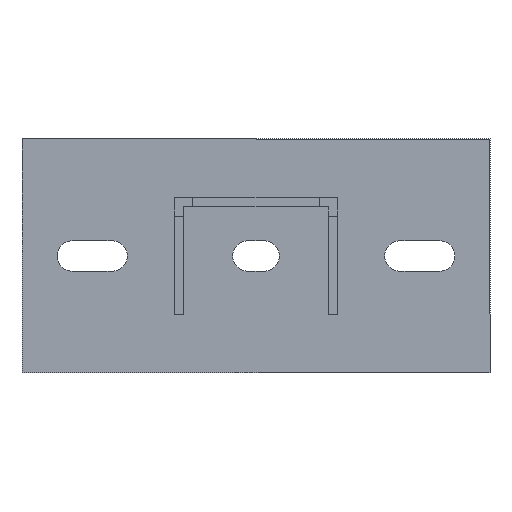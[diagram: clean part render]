
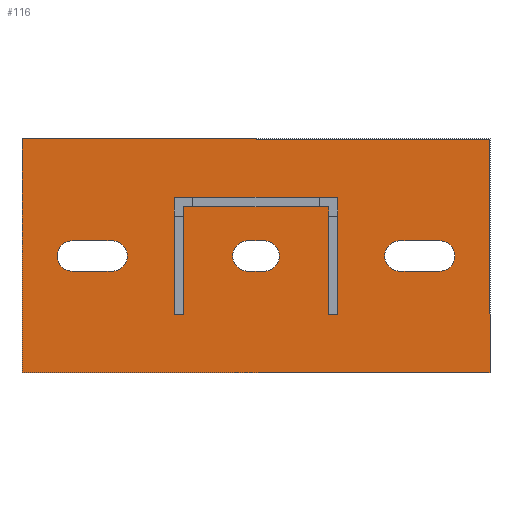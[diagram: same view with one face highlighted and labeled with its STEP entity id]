
A CAD part, front view. The second image highlights one B-rep face of the part: STEP entity #116.
In plain terms, the highlighted face is planar.
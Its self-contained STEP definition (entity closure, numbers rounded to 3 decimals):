
#116 = ADVANCED_FACE ( 'NONE', ( #2763, #349, #4741, #467 ), #7334, .F. ) ;
#189 = ORIENTED_EDGE ( 'NONE', *, *, #492, .F. ) ;
#229 = VERTEX_POINT ( 'NONE', #3752 ) ;
#230 = CARTESIAN_POINT ( 'NONE',  ( 61.5, 0., 6.5 ) ) ;
#266 = VERTEX_POINT ( 'NONE', #898 ) ;
#272 = CARTESIAN_POINT ( 'NONE',  ( 61.5, 0., -6.5 ) ) ;
#283 = CARTESIAN_POINT ( 'NONE',  ( -100., 0., -35. ) ) ;
#285 = VERTEX_POINT ( 'NONE', #5338 ) ;
#349 = FACE_BOUND ( 'NONE', #3106, .T. ) ;
#467 = FACE_OUTER_BOUND ( 'NONE', #1931, .T. ) ;
#479 = AXIS2_PLACEMENT_3D ( 'NONE', #579, #8047, #7845 ) ;
#492 = EDGE_CURVE ( 'NONE', #5911, #266, #3685, .T. ) ;
#524 = ORIENTED_EDGE ( 'NONE', *, *, #4434, .T. ) ;
#569 = ORIENTED_EDGE ( 'NONE', *, *, #2616, .F. ) ;
#579 = CARTESIAN_POINT ( 'NONE',  ( 3.5, 0., 0. ) ) ;
#739 = VERTEX_POINT ( 'NONE', #6532 ) ;
#752 = ORIENTED_EDGE ( 'NONE', *, *, #1284, .T. ) ;
#898 = CARTESIAN_POINT ( 'NONE',  ( 3.5, 0., -6.5 ) ) ;
#1050 = DIRECTION ( 'NONE',  ( 0., 0., 1. ) ) ;
#1129 = VERTEX_POINT ( 'NONE', #6955 ) ;
#1199 = EDGE_CURVE ( 'NONE', #266, #8523, #8021, .T. ) ;
#1284 = EDGE_CURVE ( 'NONE', #4920, #9429, #8835, .T. ) ;
#1368 = DIRECTION ( 'NONE',  ( 0., 0., -1. ) ) ;
#1444 = CARTESIAN_POINT ( 'NONE',  ( -78.5, 0., -6.5 ) ) ;
#1447 = LINE ( 'NONE', #230, #8790 ) ;
#1485 = EDGE_CURVE ( 'NONE', #739, #5911, #1704, .T. ) ;
#1498 = ORIENTED_EDGE ( 'NONE', *, *, #4379, .F. ) ;
#1692 = VERTEX_POINT ( 'NONE', #3612 ) ;
#1702 = VERTEX_POINT ( 'NONE', #7384 ) ;
#1704 = LINE ( 'NONE', #6236, #2502 ) ;
#1795 = CARTESIAN_POINT ( 'NONE',  ( -3.5, 0., 0. ) ) ;
#1872 = DIRECTION ( 'NONE',  ( 0., 0., 1. ) ) ;
#1902 = DIRECTION ( 'NONE',  ( 0., 1., 0. ) ) ;
#1911 = ORIENTED_EDGE ( 'NONE', *, *, #5105, .F. ) ;
#1918 = DIRECTION ( 'NONE',  ( -1., 0., 0. ) ) ;
#1931 = EDGE_LOOP ( 'NONE', ( #2048, #3765, #524, #752 ) ) ;
#2048 = ORIENTED_EDGE ( 'NONE', *, *, #8847, .T. ) ;
#2064 = CARTESIAN_POINT ( 'NONE',  ( 100., 0., -35. ) ) ;
#2077 = VERTEX_POINT ( 'NONE', #5633 ) ;
#2170 = DIRECTION ( 'NONE',  ( 0., -1., 0. ) ) ;
#2239 = DIRECTION ( 'NONE',  ( -1., 0., 0. ) ) ;
#2502 = VECTOR ( 'NONE', #8759, 1000. ) ;
#2616 = EDGE_CURVE ( 'NONE', #1702, #3905, #6457, .T. ) ;
#2682 = CARTESIAN_POINT ( 'NONE',  ( -3.5, 0., -6.5 ) ) ;
#2734 = CARTESIAN_POINT ( 'NONE',  ( -100., 0., 50. ) ) ;
#2760 = EDGE_CURVE ( 'NONE', #2077, #5209, #1447, .T. ) ;
#2763 = FACE_BOUND ( 'NONE', #5624, .T. ) ;
#2828 = DIRECTION ( 'NONE',  ( 1., 0., 0. ) ) ;
#2929 = CARTESIAN_POINT ( 'NONE',  ( 100., 0., -50. ) ) ;
#3106 = EDGE_LOOP ( 'NONE', ( #9383, #1911, #7629, #189 ) ) ;
#3116 = ORIENTED_EDGE ( 'NONE', *, *, #9592, .F. ) ;
#3192 = LINE ( 'NONE', #3543, #8939 ) ;
#3204 = DIRECTION ( 'NONE',  ( 0., 0., 1. ) ) ;
#3238 = VECTOR ( 'NONE', #9112, 1000. ) ;
#3267 = CARTESIAN_POINT ( 'NONE',  ( 78.5, 0., 6.5 ) ) ;
#3282 = ORIENTED_EDGE ( 'NONE', *, *, #6601, .F. ) ;
#3283 = VECTOR ( 'NONE', #1918, 1000. ) ;
#3315 = VECTOR ( 'NONE', #3535, 1000. ) ;
#3535 = DIRECTION ( 'NONE',  ( 0., 0., -1. ) ) ;
#3543 = CARTESIAN_POINT ( 'NONE',  ( -78.5, 0., 6.5 ) ) ;
#3612 = CARTESIAN_POINT ( 'NONE',  ( -78.5, 0., 6.5 ) ) ;
#3685 = CIRCLE ( 'NONE', #479, 6.5 ) ;
#3752 = CARTESIAN_POINT ( 'NONE',  ( -61.5, 0., -6.5 ) ) ;
#3765 = ORIENTED_EDGE ( 'NONE', *, *, #7632, .T. ) ;
#3905 = VERTEX_POINT ( 'NONE', #272 ) ;
#3979 = DIRECTION ( 'NONE',  ( 0., 1., 0. ) ) ;
#4007 = CARTESIAN_POINT ( 'NONE',  ( -78.5, 0., 0. ) ) ;
#4121 = CARTESIAN_POINT ( 'NONE',  ( 61.5, 0., -6.5 ) ) ;
#4379 = EDGE_CURVE ( 'NONE', #285, #229, #5953, .T. ) ;
#4393 = VECTOR ( 'NONE', #1872, 1000. ) ;
#4434 = EDGE_CURVE ( 'NONE', #7279, #4920, #8409, .T. ) ;
#4519 = CARTESIAN_POINT ( 'NONE',  ( 100., 0., -50. ) ) ;
#4524 = EDGE_CURVE ( 'NONE', #1129, #1692, #7006, .T. ) ;
#4554 = CARTESIAN_POINT ( 'NONE',  ( -61.5, 0., 0. ) ) ;
#4606 = ORIENTED_EDGE ( 'NONE', *, *, #6257, .F. ) ;
#4673 = DIRECTION ( 'NONE',  ( 0., 1., 0. ) ) ;
#4686 = DIRECTION ( 'NONE',  ( 0., 0., 1. ) ) ;
#4741 = FACE_BOUND ( 'NONE', #7584, .T. ) ;
#4920 = VERTEX_POINT ( 'NONE', #5227 ) ;
#5085 = ORIENTED_EDGE ( 'NONE', *, *, #9082, .F. ) ;
#5105 = EDGE_CURVE ( 'NONE', #8523, #739, #9135, .T. ) ;
#5209 = VERTEX_POINT ( 'NONE', #3267 ) ;
#5227 = CARTESIAN_POINT ( 'NONE',  ( 100., 0., 50. ) ) ;
#5338 = CARTESIAN_POINT ( 'NONE',  ( -61.5, 0., 6.5 ) ) ;
#5371 = DIRECTION ( 'NONE',  ( -1., 0., 0. ) ) ;
#5624 = EDGE_LOOP ( 'NONE', ( #8864, #4606, #569, #3116 ) ) ;
#5633 = CARTESIAN_POINT ( 'NONE',  ( 61.5, 0., 6.5 ) ) ;
#5783 = VECTOR ( 'NONE', #5371, 1000. ) ;
#5908 = CARTESIAN_POINT ( 'NONE',  ( -100., 0., -50. ) ) ;
#5911 = VERTEX_POINT ( 'NONE', #5925 ) ;
#5925 = CARTESIAN_POINT ( 'NONE',  ( 3.5, 0., 6.5 ) ) ;
#5953 = CIRCLE ( 'NONE', #6969, 6.5 ) ;
#5965 = AXIS2_PLACEMENT_3D ( 'NONE', #4007, #3979, #4686 ) ;
#5979 = DIRECTION ( 'NONE',  ( 0., 0., 1. ) ) ;
#6180 = DIRECTION ( 'NONE',  ( 1., 0., 0. ) ) ;
#6236 = CARTESIAN_POINT ( 'NONE',  ( -3.5, 0., 6.5 ) ) ;
#6257 = EDGE_CURVE ( 'NONE', #3905, #2077, #8307, .T. ) ;
#6284 = ORIENTED_EDGE ( 'NONE', *, *, #4524, .F. ) ;
#6457 = LINE ( 'NONE', #4121, #3283 ) ;
#6477 = DIRECTION ( 'NONE',  ( 0., 0., 1. ) ) ;
#6478 = AXIS2_PLACEMENT_3D ( 'NONE', #7154, #1902, #1050 ) ;
#6521 = VERTEX_POINT ( 'NONE', #5908 ) ;
#6532 = CARTESIAN_POINT ( 'NONE',  ( -3.5, 0., 6.5 ) ) ;
#6601 = EDGE_CURVE ( 'NONE', #229, #1129, #7946, .T. ) ;
#6865 = CARTESIAN_POINT ( 'NONE',  ( -74.019, 0., -50. ) ) ;
#6927 = CARTESIAN_POINT ( 'NONE',  ( 78.5, 0., 0. ) ) ;
#6955 = CARTESIAN_POINT ( 'NONE',  ( -78.5, 0., -6.5 ) ) ;
#6969 = AXIS2_PLACEMENT_3D ( 'NONE', #4554, #7552, #5979 ) ;
#7006 = CIRCLE ( 'NONE', #5965, 6.5 ) ;
#7154 = CARTESIAN_POINT ( 'NONE',  ( 61.5, 0., 0. ) ) ;
#7255 = CARTESIAN_POINT ( 'NONE',  ( -3.5, 0., -6.5 ) ) ;
#7279 = VERTEX_POINT ( 'NONE', #2734 ) ;
#7334 = PLANE ( 'NONE',  #7387 ) ;
#7360 = VECTOR ( 'NONE', #2239, 1000. ) ;
#7384 = CARTESIAN_POINT ( 'NONE',  ( 78.5, 0., -6.5 ) ) ;
#7387 = AXIS2_PLACEMENT_3D ( 'NONE', #2929, #2170, #1368 ) ;
#7552 = DIRECTION ( 'NONE',  ( 0., 1., 0. ) ) ;
#7584 = EDGE_LOOP ( 'NONE', ( #5085, #6284, #3282, #1498 ) ) ;
#7629 = ORIENTED_EDGE ( 'NONE', *, *, #1199, .F. ) ;
#7632 = EDGE_CURVE ( 'NONE', #6521, #7279, #8970, .T. ) ;
#7845 = DIRECTION ( 'NONE',  ( 0., 0., 1. ) ) ;
#7946 = LINE ( 'NONE', #1444, #7360 ) ;
#8021 = LINE ( 'NONE', #7255, #8357 ) ;
#8047 = DIRECTION ( 'NONE',  ( 0., 1., 0. ) ) ;
#8140 = LINE ( 'NONE', #6865, #5783 ) ;
#8307 = CIRCLE ( 'NONE', #6478, 6.5 ) ;
#8357 = VECTOR ( 'NONE', #9443, 1000. ) ;
#8368 = CARTESIAN_POINT ( 'NONE',  ( -74.019, 0., 50. ) ) ;
#8409 = LINE ( 'NONE', #8368, #3238 ) ;
#8523 = VERTEX_POINT ( 'NONE', #2682 ) ;
#8737 = DIRECTION ( 'NONE',  ( 0., 1., 0. ) ) ;
#8742 = AXIS2_PLACEMENT_3D ( 'NONE', #6927, #8737, #6477 ) ;
#8759 = DIRECTION ( 'NONE',  ( 1., 0., 0. ) ) ;
#8790 = VECTOR ( 'NONE', #6180, 1000. ) ;
#8812 = CIRCLE ( 'NONE', #8742, 6.5 ) ;
#8835 = LINE ( 'NONE', #2064, #3315 ) ;
#8847 = EDGE_CURVE ( 'NONE', #9429, #6521, #8140, .T. ) ;
#8864 = ORIENTED_EDGE ( 'NONE', *, *, #2760, .F. ) ;
#8939 = VECTOR ( 'NONE', #2828, 1000. ) ;
#8970 = LINE ( 'NONE', #283, #4393 ) ;
#9082 = EDGE_CURVE ( 'NONE', #1692, #285, #3192, .T. ) ;
#9112 = DIRECTION ( 'NONE',  ( 1., 0., 0. ) ) ;
#9135 = CIRCLE ( 'NONE', #9221, 6.5 ) ;
#9221 = AXIS2_PLACEMENT_3D ( 'NONE', #1795, #4673, #3204 ) ;
#9383 = ORIENTED_EDGE ( 'NONE', *, *, #1485, .F. ) ;
#9429 = VERTEX_POINT ( 'NONE', #4519 ) ;
#9443 = DIRECTION ( 'NONE',  ( -1., 0., 0. ) ) ;
#9592 = EDGE_CURVE ( 'NONE', #5209, #1702, #8812, .T. ) ;
